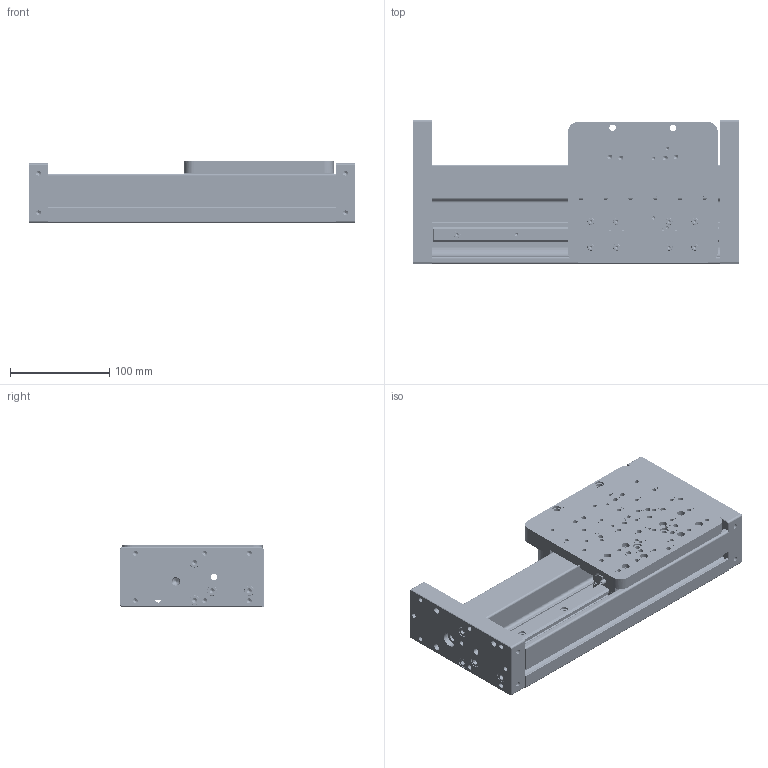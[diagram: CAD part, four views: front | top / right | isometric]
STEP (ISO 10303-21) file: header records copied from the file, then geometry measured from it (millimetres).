
FILE_DESCRIPTION (( 'STEP AP214' ), '1' );
FILE_NAME ('0186-1653_250521_FM01-37-330_135_1CF37Sx120F-HP-BE02-MD01-N.STEP', '2025-05-21T07:44:11', ( '' ), ( '' ), 'SwSTEP 2.0', 'SolidWorks 2024', '' );
FILE_SCHEMA (( 'AUTOMOTIVE_DESIGN' ));
Length unit declared in the file: millimetre
Products named in the file (19): 0186-0801_PL01-20x305!260-HP-PF_PL01-20x305!260-HP-PF; 0230-0220_zyl.-schr._i-6kt_M6x25_8.8_v-b; 0180-2508_FM01k-37Sx120-APFix-W-V2; 0230-0041_zyl.-schr._i-6kt_M4x16_8.8_v-b; 0160-0806_Kugelscheibe_M8 x17x 8.4_Stahl; 0230-0235_Zyl.-schr._i-6kt_M4x8_12.9_schwarz; 0150-2189_Hammermutter N8!M4; 0186-1643_FM01-37-330_F01-37Sx600-F; 0230-0205_zyl.-schr._i-6kt_M5x45_8.8_v-b (2); 0180-3435_FM01k-37S-AH; 0160-4603_LR01-15x288_LR01-15x288; 0150-5265_LLTHC 15 U-T2 P5; 0230-0231_Zyl.-Stift_5x20_STAHL-GH; 0180-3433_FM01k-37S-AV; 0186-1639_CF37Sx120F-HP-BE02-MD01-N; 0160-3864_FS02k-37Sx290_FS02k-37Sx290; 0186-0332_0_PS01-37Sx120F-HP-N; 0230-0320_Zyl.-Schr_I-6kt_n-K_M8x25_8.8_v-b; 0186-1653_250521_FM01-37-330_135_1CF37Sx120F-HP-BE02-MD01-N
Assembly tree (47 placements, depth 3):
  0186-1653_250521_FM01-37-330_135_1CF37Sx120F-HP-BE02-MD01-N
    0186-1643_FM01-37-330_F01-37Sx600-F
      0160-3864_FS02k-37Sx290_FS02k-37Sx290
      0160-4603_LR01-15x288_LR01-15x288
      0180-3435_FM01k-37S-AH
      0180-3433_FM01k-37S-AV
      0160-0806_Kugelscheibe_M8 x17x 8.4_Stahl  x2
      0230-0320_Zyl.-Schr_I-6kt_n-K_M8x25_8.8_v-b
      0186-0801_PL01-20x305!260-HP-PF_PL01-20x305!260-HP-PF
      0230-0220_zyl.-schr._i-6kt_M6x25_8.8_v-b  x8
      0150-2189_Hammermutter N8!M4  x5
      0230-0041_zyl.-schr._i-6kt_M4x16_8.8_v-b  x5
      0230-0231_Zyl.-Stift_5x20_STAHL-GH  x4
    0186-1639_CF37Sx120F-HP-BE02-MD01-N
      0180-2508_FM01k-37Sx120-APFix-W-V2
      0186-0332_0_PS01-37Sx120F-HP-N
      0230-0205_zyl.-schr._i-6kt_M5x45_8.8_v-b (2)  x3
      0150-5265_LLTHC 15 U-T2 P5  x2
      0230-0235_Zyl.-schr._i-6kt_M4x8_12.9_schwarz  x8
Bounding box: 330 x 145.5 x 63 mm (x, y, z)
Volume: 1586936.7 mm3; surface area: 444703.8 mm2
Topology: 54 solids, 57 shells, 4674 faces, 11233 edges, 6869 vertices
Faces by surface type: plane 1588, cone 1164, cylinder 979, bspline 878, torus 63, sphere 2
Full cylindrical faces by diameter (mm): 2.4 x2, 2.7 x3, 3.3 x17, 4 x186, 4.2 x31, 4.3 x8, 4.5 x5, 4.97 x4, 5 x148, 5.4 x3, 5.5 x3, 6 x185, 6.4 x1, 6.6 x18, 6.8 x2, 7 x13, 7.5 x5, 8 x26, 8.4 x2, 8.5 x3, 9 x7, 10 x13, 10.5 x12, 11 x6, 12.5 x1, 13 x1, 15 x1, 17 x2, 19 x1, 20 x3
Entity records: 111669 total; most frequent: CARTESIAN_POINT 44224, ORIENTED_EDGE 13024, DIRECTION 10057, EDGE_CURVE 6512, VERTEX_POINT 4538, EDGE_LOOP 3824, VECTOR 3415, LINE 3415
